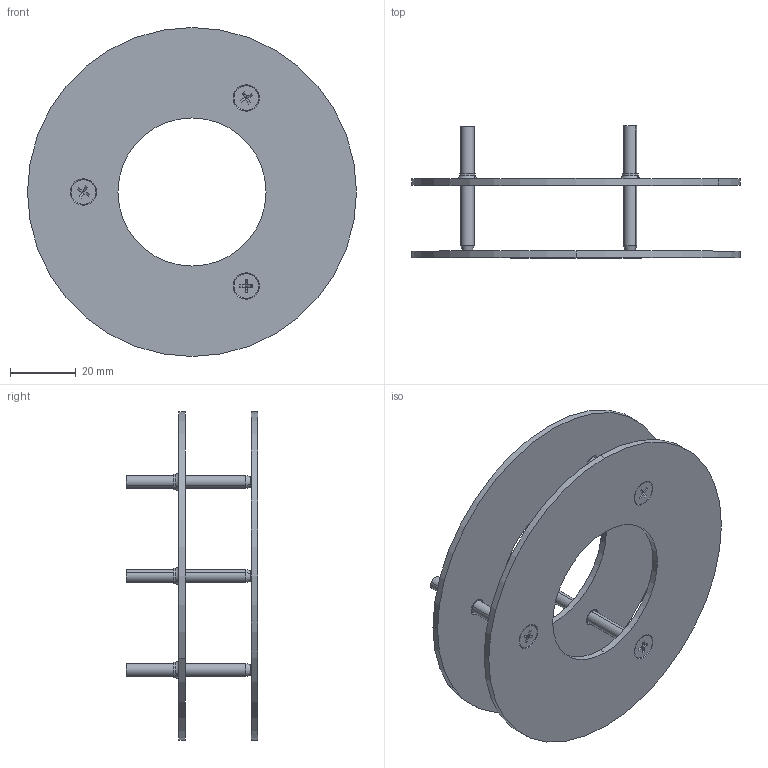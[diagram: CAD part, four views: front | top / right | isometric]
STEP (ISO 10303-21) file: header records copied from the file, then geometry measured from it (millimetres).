
FILE_DESCRIPTION (( 'STEP AP214' ), '1' );
FILE_NAME ('6290269.stp', '2016-06-29T07:25:23', ( '' ), ( '' ), 'SwSTEP 2.0', 'SolidWorks 2014', '' );
FILE_SCHEMA (( 'AUTOMOTIVE_DESIGN' ));
Length unit declared in the file: millimetre
Products named in the file (4): 6290269; 000582_Standard; 000581_Standard; 35051272_Standard
Assembly tree (5 placements, depth 2):
  6290269
    000581_Standard
    000582_Standard
    35051272_Standard  x3
Bounding box: 100 x 40 x 100 mm (x, y, z)
Volume: 26424.5 mm3; surface area: 28731.7 mm2
Topology: 5 solids, 5 shells, 159 faces, 324 edges, 181 vertices
Faces by surface type: plane 97, cylinder 32, cone 18, torus 12
Entity records: 2602 total; most frequent: DIRECTION 464, CARTESIAN_POINT 386, ORIENTED_EDGE 368, AXIS2_PLACEMENT_3D 185, EDGE_CURVE 184, VERTEX_POINT 107, EDGE_LOOP 107, VECTOR 94
